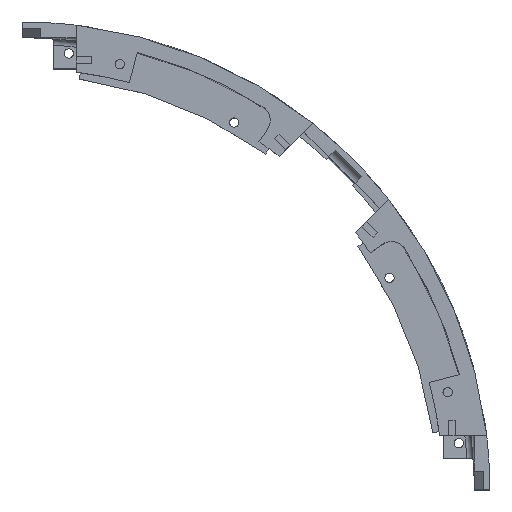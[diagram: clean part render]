
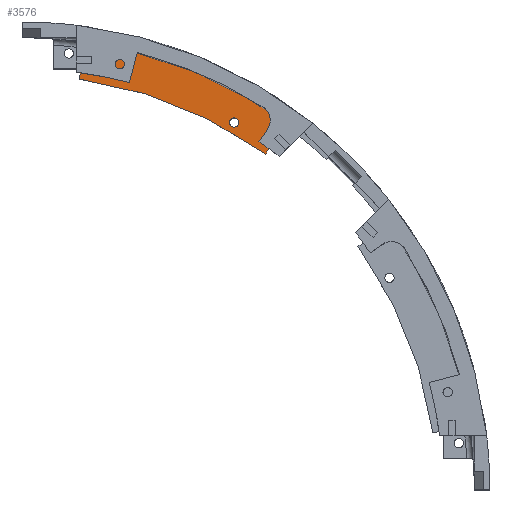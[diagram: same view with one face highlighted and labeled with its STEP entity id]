
A CAD part, top view. The second image highlights one B-rep face of the part: STEP entity #3576.
In plain terms, the highlighted planar face has unit normal (0, 0, 1).
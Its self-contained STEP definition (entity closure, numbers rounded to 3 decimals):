
#22 = DIRECTION ( 'NONE',  ( 1., 0., 0. ) ) ;
#29 = LINE ( 'NONE', #4615, #4054 ) ;
#62 = DIRECTION ( 'NONE',  ( 0., 0., 1. ) ) ;
#80 = CARTESIAN_POINT ( 'NONE',  ( 14.858, 144.237, 22. ) ) ;
#88 = DIRECTION ( 'NONE',  ( -1., 0., 0. ) ) ;
#125 = CARTESIAN_POINT ( 'NONE',  ( 18.345, 131.729, 22. ) ) ;
#188 = DIRECTION ( 'NONE',  ( 0., 0., 1. ) ) ;
#893 = AXIS2_PLACEMENT_3D ( 'NONE', #4815, #3194, #1277 ) ;
#903 = CARTESIAN_POINT ( 'NONE',  ( 0., 0., 22. ) ) ;
#906 = CIRCLE ( 'NONE', #4247, 5. ) ;
#927 = CARTESIAN_POINT ( 'NONE',  ( 0., 0., 22. ) ) ;
#947 = PLANE ( 'NONE',  #893 ) ;
#1028 = CARTESIAN_POINT ( 'NONE',  ( 82.095, 113.293, 22. ) ) ;
#1067 = AXIS2_PLACEMENT_3D ( 'NONE', #2318, #3794, #1159 ) ;
#1146 = AXIS2_PLACEMENT_3D ( 'NONE', #927, #188, #1349 ) ;
#1152 = AXIS2_PLACEMENT_3D ( 'NONE', #2412, #62, #22 ) ;
#1159 = DIRECTION ( 'NONE',  ( -1., 0., 0. ) ) ;
#1228 = VERTEX_POINT ( 'NONE', #125 ) ;
#1277 = DIRECTION ( 'NONE',  ( -1., 0., 0. ) ) ;
#1298 = AXIS2_PLACEMENT_3D ( 'NONE', #903, #3670, #88 ) ;
#1349 = DIRECTION ( 'NONE',  ( -1., 0., 0. ) ) ;
#1525 = EDGE_CURVE ( 'NONE', #2578, #2003, #29, .T. ) ;
#1550 = CIRCLE ( 'NONE', #1146, 133. ) ;
#1578 = LINE ( 'NONE', #3913, #3511 ) ;
#1651 = EDGE_CURVE ( 'NONE', #4174, #3625, #4710, .T. ) ;
#1654 = ORIENTED_EDGE ( 'NONE', *, *, #4001, .F. ) ;
#1984 = ORIENTED_EDGE ( 'NONE', *, *, #4918, .F. ) ;
#2003 = VERTEX_POINT ( 'NONE', #2986 ) ;
#2125 = CIRCLE ( 'NONE', #4964, 1.5 ) ;
#2200 = ORIENTED_EDGE ( 'NONE', *, *, #1525, .F. ) ;
#2245 = DIRECTION ( 'NONE',  ( -1., 0., 0. ) ) ;
#2287 = EDGE_CURVE ( 'NONE', #2862, #2347, #2125, .T. ) ;
#2318 = CARTESIAN_POINT ( 'NONE',  ( 14.346, 139.263, 22. ) ) ;
#2336 = DIRECTION ( 'NONE',  ( 1., 0., 0. ) ) ;
#2337 = EDGE_LOOP ( 'NONE', ( #4108, #3650, #1984, #1654, #2200, #4943 ) ) ;
#2347 = VERTEX_POINT ( 'NONE', #4083 ) ;
#2412 = CARTESIAN_POINT ( 'NONE',  ( 68., 117.779, 22. ) ) ;
#2460 = EDGE_LOOP ( 'NONE', ( #4166, #3658 ) ) ;
#2578 = VERTEX_POINT ( 'NONE', #1028 ) ;
#2735 = DIRECTION ( 'NONE',  ( -0.587, -0.81, 0. ) ) ;
#2861 = CIRCLE ( 'NONE', #1152, 1.5 ) ;
#2862 = VERTEX_POINT ( 'NONE', #3298 ) ;
#2976 = CARTESIAN_POINT ( 'NONE',  ( 86.144, 110.359, 22. ) ) ;
#2986 = CARTESIAN_POINT ( 'NONE',  ( 78.04, 107.697, 22. ) ) ;
#3009 = CARTESIAN_POINT ( 'NONE',  ( 19.298, 138.573, 22. ) ) ;
#3115 = CARTESIAN_POINT ( 'NONE',  ( 68., 117.779, 22. ) ) ;
#3194 = DIRECTION ( 'NONE',  ( 0., 0., -1. ) ) ;
#3265 = EDGE_CURVE ( 'NONE', #2578, #3625, #906, .T. ) ;
#3298 = CARTESIAN_POINT ( 'NONE',  ( 66.5, 117.779, 22. ) ) ;
#3511 = VECTOR ( 'NONE', #4299, 1000. ) ;
#3563 = FACE_OUTER_BOUND ( 'NONE', #2337, .T. ) ;
#3576 = ADVANCED_FACE ( 'NONE', ( #4761, #3563 ), #947, .F. ) ;
#3625 = VERTEX_POINT ( 'NONE', #3689 ) ;
#3650 = ORIENTED_EDGE ( 'NONE', *, *, #3731, .T. ) ;
#3658 = ORIENTED_EDGE ( 'NONE', *, *, #2287, .F. ) ;
#3670 = DIRECTION ( 'NONE',  ( 0., 0., -1. ) ) ;
#3689 = CARTESIAN_POINT ( 'NONE',  ( 89.221, 114.301, 22. ) ) ;
#3731 = EDGE_CURVE ( 'NONE', #4174, #4824, #4795, .T. ) ;
#3794 = DIRECTION ( 'NONE',  ( 0., 0., -1. ) ) ;
#3913 = CARTESIAN_POINT ( 'NONE',  ( 20., 143.614, 22. ) ) ;
#4001 = EDGE_CURVE ( 'NONE', #2003, #1228, #1550, .T. ) ;
#4054 = VECTOR ( 'NONE', #2735, 1000. ) ;
#4083 = CARTESIAN_POINT ( 'NONE',  ( 69.5, 117.779, 22. ) ) ;
#4108 = ORIENTED_EDGE ( 'NONE', *, *, #1651, .F. ) ;
#4166 = ORIENTED_EDGE ( 'NONE', *, *, #4169, .F. ) ;
#4169 = EDGE_CURVE ( 'NONE', #2347, #2862, #2861, .T. ) ;
#4174 = VERTEX_POINT ( 'NONE', #80 ) ;
#4247 = AXIS2_PLACEMENT_3D ( 'NONE', #2976, #4514, #2245 ) ;
#4299 = DIRECTION ( 'NONE',  ( 0.138, 0.99, 0. ) ) ;
#4514 = DIRECTION ( 'NONE',  ( 0., 0., -1. ) ) ;
#4615 = CARTESIAN_POINT ( 'NONE',  ( 85.082, 117.414, 22. ) ) ;
#4699 = DIRECTION ( 'NONE',  ( 0., 0., 1. ) ) ;
#4710 = CIRCLE ( 'NONE', #1298, 145. ) ;
#4761 = FACE_BOUND ( 'NONE', #2460, .T. ) ;
#4795 = CIRCLE ( 'NONE', #1067, 5. ) ;
#4815 = CARTESIAN_POINT ( 'NONE',  ( 0., 0., 22. ) ) ;
#4824 = VERTEX_POINT ( 'NONE', #3009 ) ;
#4918 = EDGE_CURVE ( 'NONE', #1228, #4824, #1578, .T. ) ;
#4943 = ORIENTED_EDGE ( 'NONE', *, *, #3265, .T. ) ;
#4964 = AXIS2_PLACEMENT_3D ( 'NONE', #3115, #4699, #2336 ) ;
